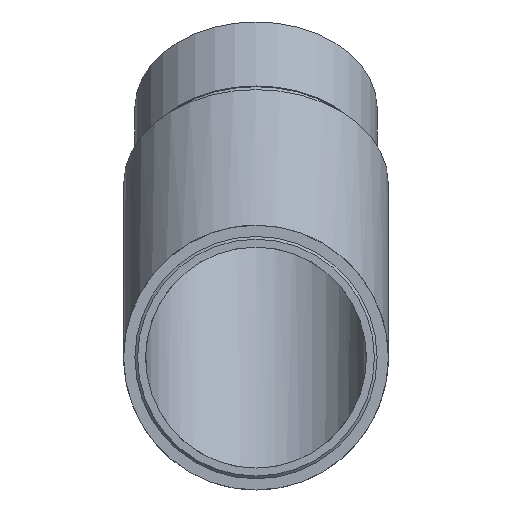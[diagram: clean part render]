
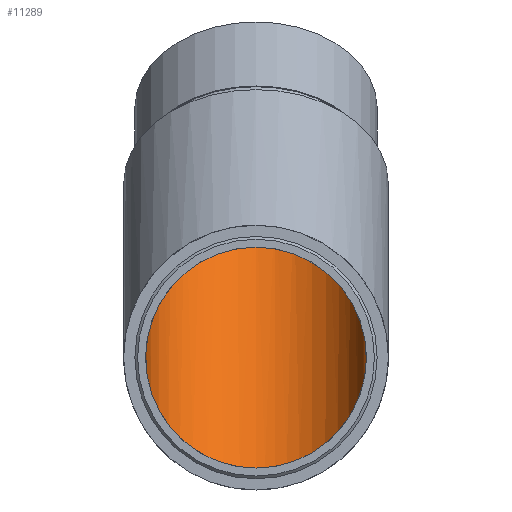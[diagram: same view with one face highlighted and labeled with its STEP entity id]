
A CAD part, front view. The second image highlights one B-rep face of the part: STEP entity #11289.
In plain terms, the highlighted cylindrical face has radius 20.15 mm (diameter 40.3 mm), a full revolution.
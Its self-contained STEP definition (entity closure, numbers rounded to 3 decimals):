
#440 = AXIS2_PLACEMENT_3D ( 'NONE', #4437, #938, #10962 ) ;
#938 = DIRECTION ( 'NONE',  ( 0., 0.707, 0.707 ) ) ;
#1549 = AXIS2_PLACEMENT_3D ( 'NONE', #8798, #9636, #5169 ) ;
#2400 = EDGE_CURVE ( 'NONE', #5307, #5307, #9162, .T. ) ;
#2513 = EDGE_LOOP ( 'NONE', ( #11536 ) ) ;
#4043 = CARTESIAN_POINT ( 'NONE',  ( 0., 36.65, 20.15 ) ) ;
#4437 = CARTESIAN_POINT ( 'NONE',  ( 0., 44.997, 0. ) ) ;
#5002 = CARTESIAN_POINT ( 'NONE',  ( 40.3, 53.343, -20.15 ) ) ;
#5039 = CARTESIAN_POINT ( 'NONE',  ( 40.3, 36.65, 20.15 ) ) ;
#5169 = DIRECTION ( 'NONE',  ( 0., 0.707, -0.707 ) ) ;
#5307 = VERTEX_POINT ( 'NONE', #10190 ) ;
#5966 = CARTESIAN_POINT ( 'NONE',  ( 0., 36.65, 20.15 ) ) ;
#6888 = VERTEX_POINT ( 'NONE', #9190 ) ;
#7397 = ORIENTED_EDGE ( 'NONE', *, *, #9967, .F. ) ;
#7656 = CARTESIAN_POINT ( 'NONE',  ( -40.3, 36.65, 20.15 ) ) ;
#8201 = FACE_OUTER_BOUND ( 'NONE', #11400, .T. ) ;
#8597 = CARTESIAN_POINT ( 'NONE',  ( -40.3, 53.343, -20.15 ) ) ;
#8661 = CARTESIAN_POINT ( 'NONE',  ( 0., 53.343, -20.15 ) ) ;
#8798 = CARTESIAN_POINT ( 'NONE',  ( 0., 90.956, 45.96 ) ) ;
#9162 =( BOUNDED_CURVE ( )  B_SPLINE_CURVE ( 3, ( #5966, #5039, #5002, #8661, #8597, #7656, #4043 ),
 .UNSPECIFIED., .T., .T. ) 
 B_SPLINE_CURVE_WITH_KNOTS ( ( 4, 3, 4 ),
 ( 0., 3.142, 6.283 ),
 .UNSPECIFIED. ) 
 CURVE ( )  GEOMETRIC_REPRESENTATION_ITEM ( )  RATIONAL_B_SPLINE_CURVE ( ( 1., 0.333, 0.333, 1., 0.333, 0.333, 1. ) ) 
 REPRESENTATION_ITEM ( '' )  );
#9190 = CARTESIAN_POINT ( 'NONE',  ( 0., 105.205, 31.711 ) ) ;
#9636 = DIRECTION ( 'NONE',  ( 0., -0.707, -0.707 ) ) ;
#9779 = CYLINDRICAL_SURFACE ( 'NONE', #440, 20.15 ) ;
#9935 = CIRCLE ( 'NONE', #1549, 20.15 ) ;
#9967 = EDGE_CURVE ( 'NONE', #6888, #6888, #9935, .T. ) ;
#10190 = CARTESIAN_POINT ( 'NONE',  ( 0., 36.65, 20.15 ) ) ;
#10774 = FACE_OUTER_BOUND ( 'NONE', #2513, .T. ) ;
#10962 = DIRECTION ( 'NONE',  ( 0., -0.707, 0.707 ) ) ;
#11289 = ADVANCED_FACE ( 'NONE', ( #10774, #8201 ), #9779, .F. ) ;
#11400 = EDGE_LOOP ( 'NONE', ( #7397 ) ) ;
#11536 = ORIENTED_EDGE ( 'NONE', *, *, #2400, .F. ) ;
